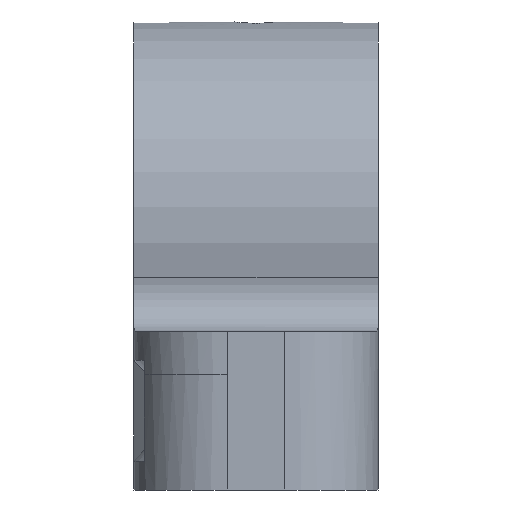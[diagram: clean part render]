
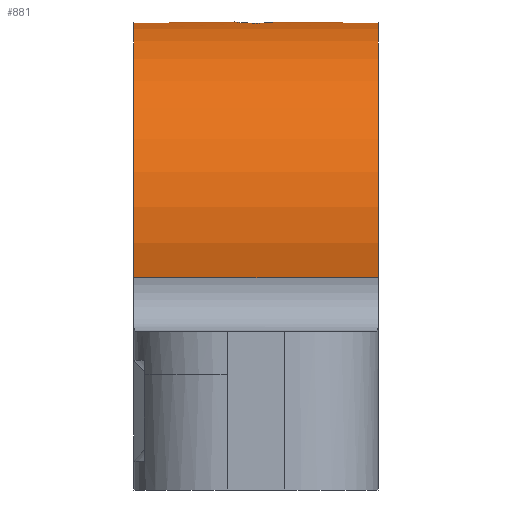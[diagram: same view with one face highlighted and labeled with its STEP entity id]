
A CAD part, front view. The second image highlights one B-rep face of the part: STEP entity #881.
In plain terms, the highlighted cylindrical face has radius 14.25 mm (diameter 28.5 mm), a partial arc.
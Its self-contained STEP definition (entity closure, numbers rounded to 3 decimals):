
#22=B_SPLINE_CURVE_WITH_KNOTS('',3,(#1485,#1486,#1487,#1488,#1489,#1490,
#1491,#1492,#1493,#1494),.UNSPECIFIED.,.F.,.F.,(4,2,2,2,4),(0.,0.057,
0.113,0.17,0.226),.UNSPECIFIED.);
#23=B_SPLINE_CURVE_WITH_KNOTS('',3,(#1495,#1496,#1497,#1498,#1499,#1500,
#1501,#1502,#1503,#1504,#1505,#1506,#1507,#1508,#1509,#1510,#1511,#1512,
#1513,#1514,#1515,#1516,#1517,#1518,#1519,#1520),.UNSPECIFIED.,.F.,.F.,
(4,2,2,2,2,2,2,2,2,2,2,2,4),(0.226,0.283,0.339,
0.396,0.452,0.509,0.565,
0.622,0.679,0.735,0.792,
0.848,0.905),.UNSPECIFIED.);
#35=CYLINDRICAL_SURFACE('',#973,14.25);
#46=FACE_BOUND('',#168,.T.);
#112=FACE_OUTER_BOUND('',#167,.T.);
#167=EDGE_LOOP('',(#761,#762,#763,#764));
#168=EDGE_LOOP('',(#765,#766));
#236=LINE('',#1530,#312);
#240=LINE('',#1540,#316);
#312=VECTOR('',#1158,10.);
#316=VECTOR('',#1170,10.);
#342=CIRCLE('',#917,14.25);
#361=CIRCLE('',#955,14.25);
#388=VERTEX_POINT('',#1268);
#389=VERTEX_POINT('',#1270);
#436=VERTEX_POINT('',#1462);
#437=VERTEX_POINT('',#1464);
#442=VERTEX_POINT('',#1482);
#443=VERTEX_POINT('',#1484);
#472=EDGE_CURVE('',#388,#389,#342,.T.);
#540=EDGE_CURVE('',#436,#437,#361,.T.);
#549=EDGE_CURVE('',#443,#442,#22,.T.);
#550=EDGE_CURVE('',#442,#443,#23,.T.);
#553=EDGE_CURVE('',#388,#437,#236,.T.);
#558=EDGE_CURVE('',#389,#436,#240,.T.);
#761=ORIENTED_EDGE('',*,*,#472,.F.);
#762=ORIENTED_EDGE('',*,*,#553,.T.);
#763=ORIENTED_EDGE('',*,*,#540,.F.);
#764=ORIENTED_EDGE('',*,*,#558,.F.);
#765=ORIENTED_EDGE('',*,*,#549,.T.);
#766=ORIENTED_EDGE('',*,*,#550,.T.);
#881=ADVANCED_FACE('',(#112,#46),#35,.T.);
#917=AXIS2_PLACEMENT_3D('',#1271,#1015,#1016);
#955=AXIS2_PLACEMENT_3D('',#1465,#1130,#1131);
#973=AXIS2_PLACEMENT_3D('',#1563,#1183,#1184);
#1015=DIRECTION('center_axis',(-1.,0.,0.));
#1016=DIRECTION('ref_axis',(0.,-0.969,-0.246));
#1130=DIRECTION('center_axis',(1.,0.,0.));
#1131=DIRECTION('ref_axis',(0.,-0.969,-0.246));
#1158=DIRECTION('',(1.,0.,0.));
#1170=DIRECTION('',(1.,0.,0.));
#1183=DIRECTION('center_axis',(1.,0.,0.));
#1184=DIRECTION('ref_axis',(0.,0.,1.));
#1268=CARTESIAN_POINT('',(-8.5,-13.811,14.739));
#1270=CARTESIAN_POINT('',(-8.5,13.811,14.739));
#1271=CARTESIAN_POINT('Origin',(-8.5,0.,18.25));
#1462=CARTESIAN_POINT('',(8.5,13.811,14.739));
#1464=CARTESIAN_POINT('',(8.5,-13.811,14.739));
#1465=CARTESIAN_POINT('Origin',(8.5,0.,18.25));
#1482=CARTESIAN_POINT('',(-1.5,0.,32.5));
#1484=CARTESIAN_POINT('',(0.,-1.5,32.421));
#1485=CARTESIAN_POINT('Ctrl Pts',(0.,-1.5,32.421));
#1486=CARTESIAN_POINT('Ctrl Pts',(-0.188,-1.5,32.421));
#1487=CARTESIAN_POINT('Ctrl Pts',(-0.389,-1.462,
32.425));
#1488=CARTESIAN_POINT('Ctrl Pts',(-0.759,-1.309,32.44));
#1489=CARTESIAN_POINT('Ctrl Pts',(-0.928,-1.194,32.451));
#1490=CARTESIAN_POINT('Ctrl Pts',(-1.194,-0.928,32.47));
#1491=CARTESIAN_POINT('Ctrl Pts',(-1.309,-0.759,
32.481));
#1492=CARTESIAN_POINT('Ctrl Pts',(-1.462,-0.389,
32.496));
#1493=CARTESIAN_POINT('Ctrl Pts',(-1.5,-0.188,32.5));
#1494=CARTESIAN_POINT('Ctrl Pts',(-1.5,0.,32.5));
#1495=CARTESIAN_POINT('Ctrl Pts',(-1.5,0.,32.5));
#1496=CARTESIAN_POINT('Ctrl Pts',(-1.5,0.188,32.5));
#1497=CARTESIAN_POINT('Ctrl Pts',(-1.462,0.389,32.496));
#1498=CARTESIAN_POINT('Ctrl Pts',(-1.309,0.759,32.481));
#1499=CARTESIAN_POINT('Ctrl Pts',(-1.194,0.928,32.47));
#1500=CARTESIAN_POINT('Ctrl Pts',(-0.928,1.194,32.451));
#1501=CARTESIAN_POINT('Ctrl Pts',(-0.759,1.309,32.44));
#1502=CARTESIAN_POINT('Ctrl Pts',(-0.389,1.462,32.425));
#1503=CARTESIAN_POINT('Ctrl Pts',(-0.188,1.5,32.421));
#1504=CARTESIAN_POINT('Ctrl Pts',(0.188,1.5,32.421));
#1505=CARTESIAN_POINT('Ctrl Pts',(0.389,1.462,32.425));
#1506=CARTESIAN_POINT('Ctrl Pts',(0.759,1.309,32.44));
#1507=CARTESIAN_POINT('Ctrl Pts',(0.928,1.194,32.451));
#1508=CARTESIAN_POINT('Ctrl Pts',(1.194,0.928,32.47));
#1509=CARTESIAN_POINT('Ctrl Pts',(1.309,0.759,32.481));
#1510=CARTESIAN_POINT('Ctrl Pts',(1.462,0.389,32.496));
#1511=CARTESIAN_POINT('Ctrl Pts',(1.5,0.188,32.5));
#1512=CARTESIAN_POINT('Ctrl Pts',(1.5,-0.188,32.5));
#1513=CARTESIAN_POINT('Ctrl Pts',(1.462,-0.389,32.496));
#1514=CARTESIAN_POINT('Ctrl Pts',(1.309,-0.759,32.481));
#1515=CARTESIAN_POINT('Ctrl Pts',(1.194,-0.928,32.47));
#1516=CARTESIAN_POINT('Ctrl Pts',(0.928,-1.194,32.451));
#1517=CARTESIAN_POINT('Ctrl Pts',(0.759,-1.309,32.44));
#1518=CARTESIAN_POINT('Ctrl Pts',(0.389,-1.462,32.425));
#1519=CARTESIAN_POINT('Ctrl Pts',(0.188,-1.5,32.421));
#1520=CARTESIAN_POINT('Ctrl Pts',(0.,-1.5,32.421));
#1530=CARTESIAN_POINT('',(-8.5,-13.811,14.739));
#1540=CARTESIAN_POINT('',(-8.5,13.811,14.739));
#1563=CARTESIAN_POINT('Origin',(-8.5,0.,18.25));
